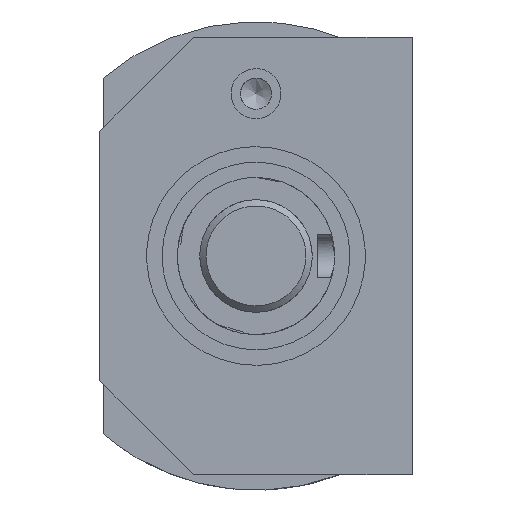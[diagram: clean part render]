
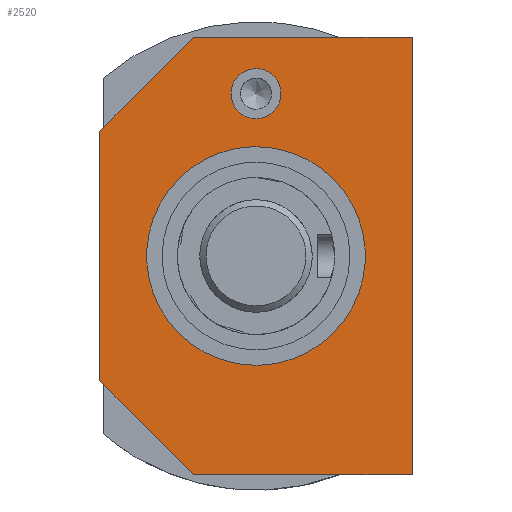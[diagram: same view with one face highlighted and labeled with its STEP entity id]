
A CAD part, left-side view. The second image highlights one B-rep face of the part: STEP entity #2520.
In plain terms, the highlighted free-form (B-spline) face has degree [1, 1] with [2, 2] control points.
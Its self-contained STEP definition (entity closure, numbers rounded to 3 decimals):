
#1047 = VERTEX_POINT('',#1048);
#1048 = CARTESIAN_POINT('',(974.8,402.964,
    438.065));
#1074 = EDGE_CURVE('',#1047,#1075,#1077,.T.);
#1075 = VERTEX_POINT('',#1076);
#1076 = CARTESIAN_POINT('',(974.8,402.964,
    419.476));
#1077 = ( BOUNDED_CURVE() B_SPLINE_CURVE(2,(#1078,#1079,#1080,#1081,
#1082),.UNSPECIFIED.,.F.,.F.) B_SPLINE_CURVE_WITH_KNOTS((3,2,3),(
    3.142,4.712,6.283),
.PIECEWISE_BEZIER_KNOTS.) CURVE() GEOMETRIC_REPRESENTATION_ITEM() 
RATIONAL_B_SPLINE_CURVE((1.,0.707,1.,0.707,1.)) 
REPRESENTATION_ITEM('') );
#1078 = CARTESIAN_POINT('',(974.8,402.964,
    438.065));
#1079 = CARTESIAN_POINT('',(974.8,393.67,
    438.065));
#1080 = CARTESIAN_POINT('',(974.8,393.67,
    428.77));
#1081 = CARTESIAN_POINT('',(974.8,393.67,
    419.476));
#1082 = CARTESIAN_POINT('',(974.8,402.964,
    419.476));
#1084 = EDGE_CURVE('',#1075,#1047,#1085,.T.);
#1085 = ( BOUNDED_CURVE() B_SPLINE_CURVE(2,(#1086,#1087,#1088,#1089,
#1090),.UNSPECIFIED.,.F.,.F.) B_SPLINE_CURVE_WITH_KNOTS((3,2,3),(0.,
1.571,3.142),.PIECEWISE_BEZIER_KNOTS.) CURVE() 
GEOMETRIC_REPRESENTATION_ITEM() RATIONAL_B_SPLINE_CURVE((1.,
0.707,1.,0.707,1.)) REPRESENTATION_ITEM('') );
#1086 = CARTESIAN_POINT('',(974.8,402.964,
    419.476));
#1087 = CARTESIAN_POINT('',(974.8,412.259,
    419.476));
#1088 = CARTESIAN_POINT('',(974.8,412.259,
    428.77));
#1089 = CARTESIAN_POINT('',(974.8,412.259,
    438.065));
#1090 = CARTESIAN_POINT('',(974.8,402.964,
    438.065));
#1623 = VERTEX_POINT('',#1624);
#1624 = CARTESIAN_POINT('',(974.8,402.964,
    409.019));
#1650 = EDGE_CURVE('',#1623,#1651,#1653,.T.);
#1651 = VERTEX_POINT('',#1652);
#1652 = CARTESIAN_POINT('',(974.8,402.964,
    327.692));
#1653 = ( BOUNDED_CURVE() B_SPLINE_CURVE(2,(#1654,#1655,#1656,#1657,
#1658),.UNSPECIFIED.,.F.,.F.) B_SPLINE_CURVE_WITH_KNOTS((3,2,3),(
    3.142,4.712,6.283),
.PIECEWISE_BEZIER_KNOTS.) CURVE() GEOMETRIC_REPRESENTATION_ITEM() 
RATIONAL_B_SPLINE_CURVE((1.,0.707,1.,0.707,1.)) 
REPRESENTATION_ITEM('') );
#1654 = CARTESIAN_POINT('',(974.8,402.964,
    409.019));
#1655 = CARTESIAN_POINT('',(974.8,362.301,
    409.019));
#1656 = CARTESIAN_POINT('',(974.8,362.301,
    368.356));
#1657 = CARTESIAN_POINT('',(974.8,362.301,
    327.692));
#1658 = CARTESIAN_POINT('',(974.8,402.964,
    327.692));
#1660 = EDGE_CURVE('',#1651,#1623,#1661,.T.);
#1661 = ( BOUNDED_CURVE() B_SPLINE_CURVE(2,(#1662,#1663,#1664,#1665,
#1666),.UNSPECIFIED.,.F.,.F.) B_SPLINE_CURVE_WITH_KNOTS((3,2,3),(0.,
1.571,3.142),.PIECEWISE_BEZIER_KNOTS.) CURVE() 
GEOMETRIC_REPRESENTATION_ITEM() RATIONAL_B_SPLINE_CURVE((1.,
0.707,1.,0.707,1.)) REPRESENTATION_ITEM('') );
#1662 = CARTESIAN_POINT('',(974.8,402.964,
    327.692));
#1663 = CARTESIAN_POINT('',(974.8,443.628,
    327.692));
#1664 = CARTESIAN_POINT('',(974.8,443.628,
    368.356));
#1665 = CARTESIAN_POINT('',(974.8,443.628,
    409.019));
#1666 = CARTESIAN_POINT('',(974.8,402.964,
    409.019));
#2294 = EDGE_CURVE('',#2295,#2297,#2299,.T.);
#2295 = VERTEX_POINT('',#2296);
#2296 = CARTESIAN_POINT('',(974.8,426.201,
    449.683));
#2297 = VERTEX_POINT('',#2298);
#2298 = CARTESIAN_POINT('',(974.8,461.055,
    414.828));
#2299 = B_SPLINE_CURVE_WITH_KNOTS('',1,(#2300,#2301),.UNSPECIFIED.,.F.,
  .F.,(2,2),(-38.891,3.536),.PIECEWISE_BEZIER_KNOTS.);
#2300 = CARTESIAN_POINT('',(974.8,426.201,
    449.683));
#2301 = CARTESIAN_POINT('',(974.8,461.055,
    414.828));
#2339 = VERTEX_POINT('',#2340);
#2340 = CARTESIAN_POINT('',(974.8,461.055,
    321.883));
#2345 = EDGE_CURVE('',#2297,#2339,#2346,.T.);
#2346 = B_SPLINE_CURVE_WITH_KNOTS('',1,(#2347,#2348),.UNSPECIFIED.,.F.,
  .F.,(2,2),(30.,110.),.PIECEWISE_BEZIER_KNOTS.);
#2347 = CARTESIAN_POINT('',(974.8,461.055,
    414.828));
#2348 = CARTESIAN_POINT('',(974.8,461.055,
    321.883));
#2402 = EDGE_CURVE('',#2339,#2403,#2405,.T.);
#2403 = VERTEX_POINT('',#2404);
#2404 = CARTESIAN_POINT('',(974.8,426.201,
    287.029));
#2405 = B_SPLINE_CURVE_WITH_KNOTS('',1,(#2406,#2407),.UNSPECIFIED.,.F.,
  .F.,(2,2),(-3.536,38.891),.PIECEWISE_BEZIER_KNOTS.);
#2406 = CARTESIAN_POINT('',(974.8,461.055,
    321.883));
#2407 = CARTESIAN_POINT('',(974.8,426.201,
    287.029));
#2427 = VERTEX_POINT('',#2428);
#2428 = CARTESIAN_POINT('',(974.8,344.874,
    287.029));
#2433 = EDGE_CURVE('',#2403,#2427,#2434,.T.);
#2434 = B_SPLINE_CURVE_WITH_KNOTS('',1,(#2435,#2436),.UNSPECIFIED.,.F.,
  .F.,(2,2),(30.,100.),.PIECEWISE_BEZIER_KNOTS.);
#2435 = CARTESIAN_POINT('',(974.8,426.201,
    287.029));
#2436 = CARTESIAN_POINT('',(974.8,344.874,
    287.029));
#2463 = EDGE_CURVE('',#2464,#2295,#2466,.T.);
#2464 = VERTEX_POINT('',#2465);
#2465 = CARTESIAN_POINT('',(974.8,344.874,
    449.683));
#2466 = B_SPLINE_CURVE_WITH_KNOTS('',1,(#2467,#2468),.UNSPECIFIED.,.F.,
  .F.,(2,2),(0.,70.),.PIECEWISE_BEZIER_KNOTS.);
#2467 = CARTESIAN_POINT('',(974.8,344.874,
    449.683));
#2468 = CARTESIAN_POINT('',(974.8,426.201,
    449.683));
#2486 = EDGE_CURVE('',#2427,#2464,#2487,.T.);
#2487 = B_SPLINE_CURVE_WITH_KNOTS('',1,(#2488,#2489),.UNSPECIFIED.,.F.,
  .F.,(2,2),(0.,140.),.PIECEWISE_BEZIER_KNOTS.);
#2488 = CARTESIAN_POINT('',(974.8,344.874,
    287.029));
#2489 = CARTESIAN_POINT('',(974.8,344.874,
    449.683));
#2520 = ADVANCED_FACE('',(#2521,#2529,#2533),#2537,.T.);
#2521 = FACE_BOUND('',#2522,.T.);
#2522 = EDGE_LOOP('',(#2523,#2524,#2525,#2526,#2527,#2528));
#2523 = ORIENTED_EDGE('',*,*,#2294,.T.);
#2524 = ORIENTED_EDGE('',*,*,#2345,.T.);
#2525 = ORIENTED_EDGE('',*,*,#2402,.T.);
#2526 = ORIENTED_EDGE('',*,*,#2433,.T.);
#2527 = ORIENTED_EDGE('',*,*,#2486,.T.);
#2528 = ORIENTED_EDGE('',*,*,#2463,.T.);
#2529 = FACE_BOUND('',#2530,.T.);
#2530 = EDGE_LOOP('',(#2531,#2532));
#2531 = ORIENTED_EDGE('',*,*,#1084,.T.);
#2532 = ORIENTED_EDGE('',*,*,#1074,.T.);
#2533 = FACE_BOUND('',#2534,.T.);
#2534 = EDGE_LOOP('',(#2535,#2536));
#2535 = ORIENTED_EDGE('',*,*,#1660,.T.);
#2536 = ORIENTED_EDGE('',*,*,#1650,.T.);
#2537 = B_SPLINE_SURFACE_WITH_KNOTS('',1,1,(
    (#2538,#2539)
    ,(#2540,#2541
    )),.UNSPECIFIED.,.F.,.F.,.F.,(2,2),(2,2),(-70.,70.),(-50.,50.),
  .PIECEWISE_BEZIER_KNOTS.);
#2538 = CARTESIAN_POINT('',(974.8,461.055,
    449.683));
#2539 = CARTESIAN_POINT('',(974.8,344.874,
    449.683));
#2540 = CARTESIAN_POINT('',(974.8,461.055,
    287.029));
#2541 = CARTESIAN_POINT('',(974.8,344.874,
    287.029));
